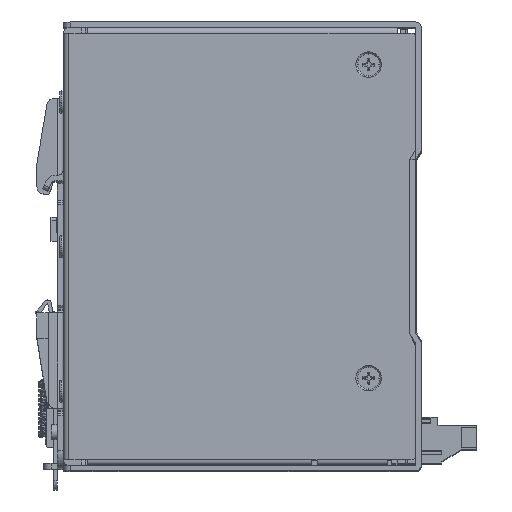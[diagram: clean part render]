
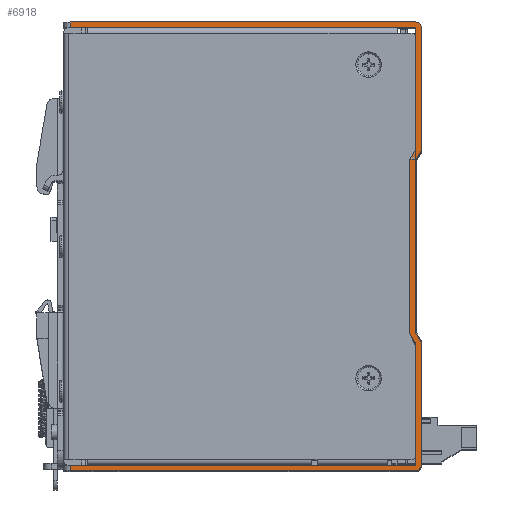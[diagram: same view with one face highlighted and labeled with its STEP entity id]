
A CAD part, top view. The second image highlights one B-rep face of the part: STEP entity #6918.
In plain terms, the highlighted planar face has unit normal (0, 0, 1).
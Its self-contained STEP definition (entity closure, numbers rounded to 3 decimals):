
#2078 = VERTEX_POINT ( 'NONE', #143027 ) ;
#6338 = DIRECTION ( 'NONE',  ( 0., -1., 0. ) ) ;
#6918 = ADVANCED_FACE ( 'NONE', ( #95032 ), #197092, .T. ) ;
#7010 = EDGE_CURVE ( 'NONE', #45784, #21056, #164263, .T. ) ;
#7181 = EDGE_CURVE ( 'NONE', #21056, #52670, #73412, .T. ) ;
#10156 = DIRECTION ( 'NONE',  ( 0., -1., 0. ) ) ;
#14235 = VECTOR ( 'NONE', #14249, 1000. ) ;
#14249 = DIRECTION ( 'NONE',  ( 0.51, -0.86, 0. ) ) ;
#16388 = CARTESIAN_POINT ( 'NONE',  ( 95., -45., 72. ) ) ;
#19575 = LINE ( 'NONE', #133376, #14235 ) ;
#19638 = EDGE_CURVE ( 'NONE', #72279, #51436, #159729, .T. ) ;
#19860 = CARTESIAN_POINT ( 'NONE',  ( 95., -59., 72. ) ) ;
#20041 = CARTESIAN_POINT ( 'NONE',  ( 93.5, -60.5, 72. ) ) ;
#21056 = VERTEX_POINT ( 'NONE', #181241 ) ;
#21731 = CARTESIAN_POINT ( 'NONE',  ( 95., 59., 72. ) ) ;
#22514 = CARTESIAN_POINT ( 'NONE',  ( 0.5, -60.5, 72. ) ) ;
#23391 = EDGE_CURVE ( 'NONE', #29564, #45784, #19575, .T. ) ;
#25632 = CARTESIAN_POINT ( 'NONE',  ( 93.5, -59., 72. ) ) ;
#25904 = LINE ( 'NONE', #204628, #111177 ) ;
#26062 = LINE ( 'NONE', #178780, #156584 ) ;
#29564 = VERTEX_POINT ( 'NONE', #98959 ) ;
#29890 = AXIS2_PLACEMENT_3D ( 'NONE', #25632, #144735, #42762 ) ;
#30199 = CARTESIAN_POINT ( 'NONE',  ( 93.5, 60.5, 72. ) ) ;
#30942 = ORIENTED_EDGE ( 'NONE', *, *, #130238, .F. ) ;
#31414 = VERTEX_POINT ( 'NONE', #19860 ) ;
#31541 = AXIS2_PLACEMENT_3D ( 'NONE', #61650, #180730, #78692 ) ;
#34627 = VECTOR ( 'NONE', #129040, 1000. ) ;
#36250 = ORIENTED_EDGE ( 'NONE', *, *, #19638, .F. ) ;
#36581 = VECTOR ( 'NONE', #101263, 1000. ) ;
#37736 = CARTESIAN_POINT ( 'NONE',  ( 93.5, 59., 72. ) ) ;
#38371 = VECTOR ( 'NONE', #47276, 1000. ) ;
#41881 = VERTEX_POINT ( 'NONE', #59458 ) ;
#41901 = LINE ( 'NONE', #186120, #36581 ) ;
#42348 = LINE ( 'NONE', #151263, #167587 ) ;
#42762 = DIRECTION ( 'NONE',  ( 0., 1., 0. ) ) ;
#43823 = ORIENTED_EDGE ( 'NONE', *, *, #109360, .F. ) ;
#43997 = CARTESIAN_POINT ( 'NONE',  ( 83.312, -6.038, 72. ) ) ;
#44648 = CARTESIAN_POINT ( 'NONE',  ( 0.5, 60.5, 72. ) ) ;
#45784 = VERTEX_POINT ( 'NONE', #155713 ) ;
#46237 = EDGE_CURVE ( 'NONE', #95171, #47175, #25904, .T. ) ;
#46421 = ORIENTED_EDGE ( 'NONE', *, *, #91133, .T. ) ;
#46484 = ORIENTED_EDGE ( 'NONE', *, *, #7010, .T. ) ;
#47175 = VERTEX_POINT ( 'NONE', #22514 ) ;
#47276 = DIRECTION ( 'NONE',  ( 1., 0., 0. ) ) ;
#47944 = CARTESIAN_POINT ( 'NONE',  ( 93.4, -23.062, 72. ) ) ;
#49094 = ORIENTED_EDGE ( 'NONE', *, *, #102426, .T. ) ;
#51436 = VERTEX_POINT ( 'NONE', #191155 ) ;
#51800 = EDGE_CURVE ( 'NONE', #132711, #41881, #174275, .T. ) ;
#52670 = VERTEX_POINT ( 'NONE', #160601 ) ;
#52757 = AXIS2_PLACEMENT_3D ( 'NONE', #189963, #87989, #207032 ) ;
#55239 = CARTESIAN_POINT ( 'NONE',  ( 83.312, 6.038, 72. ) ) ;
#56181 = EDGE_CURVE ( 'NONE', #132711, #177273, #26062, .T. ) ;
#57591 = VECTOR ( 'NONE', #61169, 1000. ) ;
#59458 = CARTESIAN_POINT ( 'NONE',  ( 93.5, 60.5, 72. ) ) ;
#61169 = DIRECTION ( 'NONE',  ( 0.51, -0.86, 0. ) ) ;
#61650 = CARTESIAN_POINT ( 'NONE',  ( 93.5, 0., 72. ) ) ;
#66018 = ORIENTED_EDGE ( 'NONE', *, *, #7181, .T. ) ;
#66108 = VERTEX_POINT ( 'NONE', #37736 ) ;
#72279 = VERTEX_POINT ( 'NONE', #92155 ) ;
#73245 = VECTOR ( 'NONE', #10156, 1000. ) ;
#73412 = LINE ( 'NONE', #153061, #203918 ) ;
#73596 = VECTOR ( 'NONE', #113778, 1000. ) ;
#78692 = DIRECTION ( 'NONE',  ( 0., 1., 0. ) ) ;
#80676 = VECTOR ( 'NONE', #119888, 1000. ) ;
#83548 = ORIENTED_EDGE ( 'NONE', *, *, #126663, .T. ) ;
#85255 = LINE ( 'NONE', #162532, #34627 ) ;
#86030 = LINE ( 'NONE', #170468, #80676 ) ;
#86326 = DIRECTION ( 'NONE',  ( 0., -1., 0. ) ) ;
#87989 = DIRECTION ( 'NONE',  ( 0., 0., 1. ) ) ;
#88167 = ORIENTED_EDGE ( 'NONE', *, *, #23391, .T. ) ;
#88256 = EDGE_LOOP ( 'NONE', ( #201799, #143107, #148599, #188321, #30942, #46421, #88167, #46484, #66018, #83548, #157043, #193271, #43823, #89473, #166676, #36250, #220139, #49094 ) ) ;
#88724 = LINE ( 'NONE', #91270, #128712 ) ;
#89473 = ORIENTED_EDGE ( 'NONE', *, *, #105452, .F. ) ;
#91133 = EDGE_CURVE ( 'NONE', #2078, #29564, #42348, .T. ) ;
#91270 = CARTESIAN_POINT ( 'NONE',  ( 95., -45., 72. ) ) ;
#92155 = CARTESIAN_POINT ( 'NONE',  ( 95., 25.761, 72. ) ) ;
#95032 = FACE_OUTER_BOUND ( 'NONE', #88256, .T. ) ;
#95171 = VERTEX_POINT ( 'NONE', #20041 ) ;
#98311 = EDGE_CURVE ( 'NONE', #51436, #197902, #163911, .T. ) ;
#98959 = CARTESIAN_POINT ( 'NONE',  ( 91.9, -23.473, 72. ) ) ;
#99199 = LINE ( 'NONE', #16388, #144421 ) ;
#99773 = VECTOR ( 'NONE', #122144, 1000. ) ;
#101263 = DIRECTION ( 'NONE',  ( 0., -1., 0. ) ) ;
#102426 = EDGE_CURVE ( 'NONE', #143308, #41881, #128364, .T. ) ;
#105452 = EDGE_CURVE ( 'NONE', #197902, #149600, #193462, .T. ) ;
#108521 = CARTESIAN_POINT ( 'NONE',  ( 95., -25.762, 72. ) ) ;
#109360 = EDGE_CURVE ( 'NONE', #149600, #31414, #88724, .T. ) ;
#111177 = VECTOR ( 'NONE', #136897, 1000. ) ;
#111504 = VERTEX_POINT ( 'NONE', #153540 ) ;
#112197 = CARTESIAN_POINT ( 'NONE',  ( 93.4, 0., 72. ) ) ;
#113778 = DIRECTION ( 'NONE',  ( 0., -1., 0. ) ) ;
#114488 = VECTOR ( 'NONE', #157951, 1000. ) ;
#119888 = DIRECTION ( 'NONE',  ( -1., 0., 0. ) ) ;
#121179 = LINE ( 'NONE', #206874, #99773 ) ;
#122144 = DIRECTION ( 'NONE',  ( 0.51, 0.86, 0. ) ) ;
#125993 = EDGE_CURVE ( 'NONE', #66108, #111504, #85255, .T. ) ;
#126663 = EDGE_CURVE ( 'NONE', #52670, #47175, #41901, .T. ) ;
#128364 = CIRCLE ( 'NONE', #52757, 1.5 ) ;
#128712 = VECTOR ( 'NONE', #6338, 1000. ) ;
#129040 = DIRECTION ( 'NONE',  ( 0., -1., 0. ) ) ;
#130238 = EDGE_CURVE ( 'NONE', #2078, #111504, #121179, .T. ) ;
#130953 = EDGE_CURVE ( 'NONE', #95171, #31414, #176244, .T. ) ;
#132711 = VERTEX_POINT ( 'NONE', #44648 ) ;
#133376 = CARTESIAN_POINT ( 'NONE',  ( 91.9, -23.473, 72. ) ) ;
#136897 = DIRECTION ( 'NONE',  ( -1., 0., 0. ) ) ;
#143027 = CARTESIAN_POINT ( 'NONE',  ( 91.9, 23.473, 72. ) ) ;
#143107 = ORIENTED_EDGE ( 'NONE', *, *, #56181, .T. ) ;
#143308 = VERTEX_POINT ( 'NONE', #21731 ) ;
#144421 = VECTOR ( 'NONE', #86326, 1000. ) ;
#144735 = DIRECTION ( 'NONE',  ( 0., 0., 1. ) ) ;
#148599 = ORIENTED_EDGE ( 'NONE', *, *, #156263, .F. ) ;
#149600 = VERTEX_POINT ( 'NONE', #108521 ) ;
#151263 = CARTESIAN_POINT ( 'NONE',  ( 91.9, 26.173, 72. ) ) ;
#153061 = CARTESIAN_POINT ( 'NONE',  ( 5.25, -59., 72. ) ) ;
#153540 = CARTESIAN_POINT ( 'NONE',  ( 93.5, 26.173, 72. ) ) ;
#155713 = CARTESIAN_POINT ( 'NONE',  ( 93.5, -26.173, 72. ) ) ;
#156263 = EDGE_CURVE ( 'NONE', #66108, #177273, #86030, .T. ) ;
#156584 = VECTOR ( 'NONE', #195842, 1000. ) ;
#157043 = ORIENTED_EDGE ( 'NONE', *, *, #46237, .F. ) ;
#157951 = DIRECTION ( 'NONE',  ( -0.51, -0.86, 0. ) ) ;
#159729 = LINE ( 'NONE', #55239, #114488 ) ;
#160601 = CARTESIAN_POINT ( 'NONE',  ( 0.5, -59., 72. ) ) ;
#161670 = CARTESIAN_POINT ( 'NONE',  ( 0.5, 59., 72. ) ) ;
#162532 = CARTESIAN_POINT ( 'NONE',  ( 93.5, 59., 72. ) ) ;
#163911 = LINE ( 'NONE', #112197, #73245 ) ;
#164263 = LINE ( 'NONE', #215710, #73596 ) ;
#166676 = ORIENTED_EDGE ( 'NONE', *, *, #98311, .F. ) ;
#167587 = VECTOR ( 'NONE', #219750, 1000. ) ;
#170233 = DIRECTION ( 'NONE',  ( -1., 0., 0. ) ) ;
#170468 = CARTESIAN_POINT ( 'NONE',  ( 93.5, 59., 72. ) ) ;
#174275 = LINE ( 'NONE', #30199, #38371 ) ;
#176244 = CIRCLE ( 'NONE', #29890, 1.5 ) ;
#177273 = VERTEX_POINT ( 'NONE', #161670 ) ;
#178780 = CARTESIAN_POINT ( 'NONE',  ( 0.5, 59., 72. ) ) ;
#180730 = DIRECTION ( 'NONE',  ( 0., 0., 1. ) ) ;
#181241 = CARTESIAN_POINT ( 'NONE',  ( 93.5, -59., 72. ) ) ;
#186120 = CARTESIAN_POINT ( 'NONE',  ( 0.5, -60.5, 72. ) ) ;
#188321 = ORIENTED_EDGE ( 'NONE', *, *, #125993, .T. ) ;
#189963 = CARTESIAN_POINT ( 'NONE',  ( 93.5, 59., 72. ) ) ;
#191155 = CARTESIAN_POINT ( 'NONE',  ( 93.4, 23.061, 72. ) ) ;
#193271 = ORIENTED_EDGE ( 'NONE', *, *, #130953, .T. ) ;
#193462 = LINE ( 'NONE', #43997, #57591 ) ;
#195842 = DIRECTION ( 'NONE',  ( 0., -1., 0. ) ) ;
#197092 = PLANE ( 'NONE',  #31541 ) ;
#197902 = VERTEX_POINT ( 'NONE', #47944 ) ;
#201799 = ORIENTED_EDGE ( 'NONE', *, *, #51800, .F. ) ;
#203918 = VECTOR ( 'NONE', #170233, 1000. ) ;
#204005 = EDGE_CURVE ( 'NONE', #143308, #72279, #99199, .T. ) ;
#204628 = CARTESIAN_POINT ( 'NONE',  ( 5.25, -60.5, 72. ) ) ;
#206874 = CARTESIAN_POINT ( 'NONE',  ( 91.9, 23.473, 72. ) ) ;
#207032 = DIRECTION ( 'NONE',  ( 0., 1., 0. ) ) ;
#215710 = CARTESIAN_POINT ( 'NONE',  ( 93.5, -45., 72. ) ) ;
#219750 = DIRECTION ( 'NONE',  ( 0., -1., 0. ) ) ;
#220139 = ORIENTED_EDGE ( 'NONE', *, *, #204005, .F. ) ;
